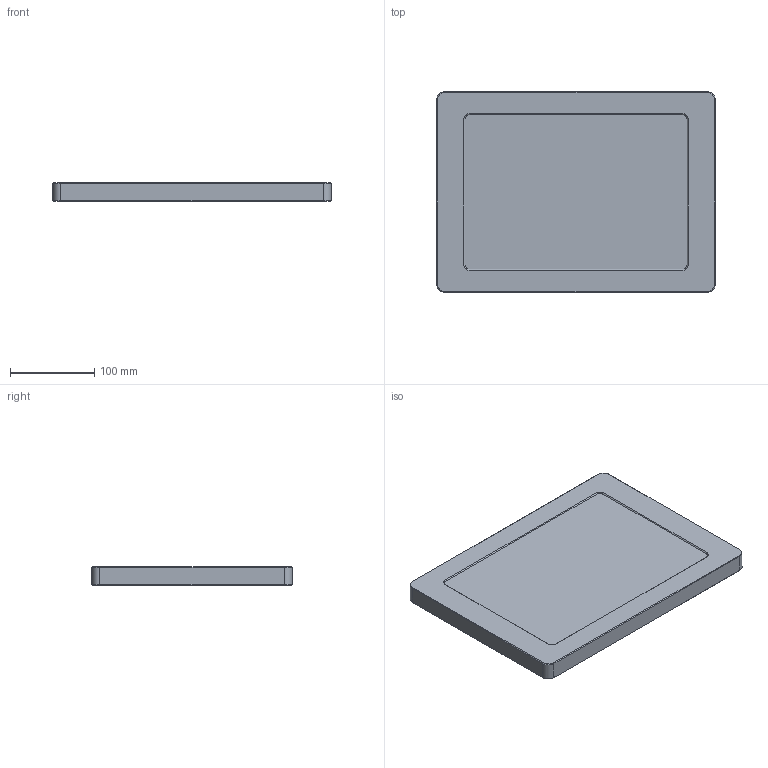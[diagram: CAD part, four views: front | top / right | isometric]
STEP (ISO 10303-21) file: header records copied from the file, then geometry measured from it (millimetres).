
FILE_DESCRIPTION(/* description */ (''),/* implementation_level */ '2;1');
FILE_NAME(/* name */ 'VB_VESA_SURF3.stp',/* time_stamp */ '2019-08-27T10:13:09-04:00',/* author */ ('NickC'),/* organization */ (''),/* preprocessor_version */ 'ST-DEVELOPER v17',/* originating_system */ 'Autodesk Inventor 2019',/* authorisation */ '');
FILE_SCHEMA (('AUTOMOTIVE_DESIGN { 1 0 10303 214 3 1 1 }'));
Length unit declared in the file: inch
Products named in the file (1): Part1
Bounding box: 330.83 x 237.87 x 21.84 mm (x, y, z)
Volume: 1652577.9 mm3; surface area: 183947.3 mm2
Topology: 1 solids, 12 shells, 953 faces, 2562 edges, 1702 vertices
Faces by surface type: plane 714, cone 99, cylinder 84, bspline 56
Full cylindrical faces by diameter (mm): 2.438 x1, 3.251 x4, 3.306 x18, 4.166 x11, 4.826 x9, 38.1 x1
Entity records: 34051 total; most frequent: CARTESIAN_POINT 10089, ORIENTED_EDGE 5124, DIRECTION 4264, EDGE_CURVE 2562, LINE 1906, VECTOR 1906, VERTEX_POINT 1702, AXIS2_PLACEMENT_3D 1179
